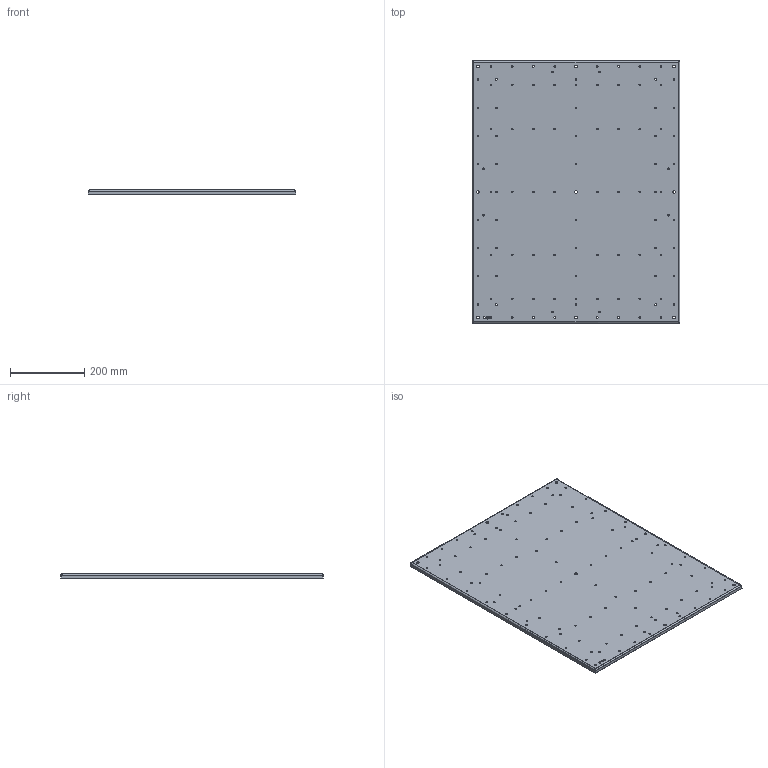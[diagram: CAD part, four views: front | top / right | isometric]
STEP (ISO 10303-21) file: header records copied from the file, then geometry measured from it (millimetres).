
FILE_DESCRIPTION(('CATIA V5 STEP Exchange','CAx-IF Rec.Pracs.--- Model Styling and Organization---1.4--- 2014-01-23'),'2;1');
FILE_NAME ('1877179-3_1_8000115920_8000115920_KTB_MOPL_7662_MSZN_H.stp','2024-01-23T09:38:06+00:00',('none'),('Weidmueller'),'CATIA Version 5-6 Release 2016 SP3 HF44','CATIA V5 STEP AP214','none');
FILE_SCHEMA(('AUTOMOTIVE_DESIGN { 1 0 10303 214 1 1 1 1 }'));
Length unit declared in the file: millimetre
Products named in the file (1): 79055_KTB_MOPL_762x620_H
Bounding box: 559 x 707 x 12 mm (x, y, z)
Volume: 624099 mm3; surface area: 838725.9 mm2
Topology: 1 solids, 1 shells, 299 faces, 853 edges, 561 vertices
Faces by surface type: cylinder 248, plane 43, bspline 8
Entity records: 10743 total; most frequent: CARTESIAN_POINT 2257, ORIENTED_EDGE 1706, DIRECTION 1396, EDGE_CURVE 853, AXIS2_PLACEMENT_3D 770, VERTEX_POINT 561, EDGE_LOOP 540, CIRCLE 478
